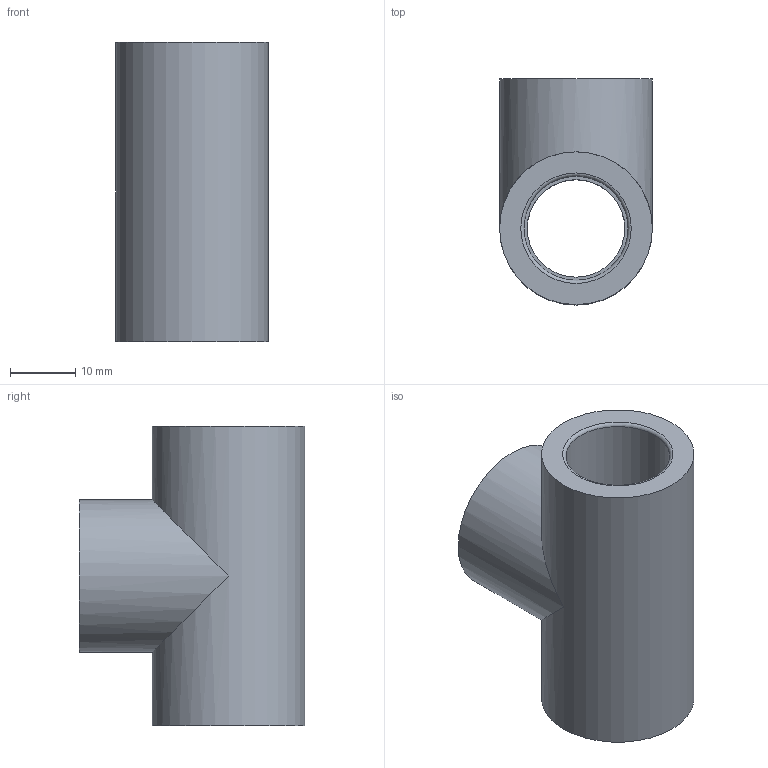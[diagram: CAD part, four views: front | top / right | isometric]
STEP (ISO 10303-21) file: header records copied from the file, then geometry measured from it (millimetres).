
FILE_DESCRIPTION(/* description */ (''),/* implementation_level */ '2;1');
FILE_NAME(/* name */ 'TE42016A.ipt.stp',/* time_stamp */ '2017-02-28T12:30:35+01:00',/* author */ ('Gabriele'),/* organization */ (''),/* preprocessor_version */ 'ST-DEVELOPER v16.5',/* originating_system */ 'Autodesk Inventor 2017',/* authorisation */ '');
FILE_SCHEMA (('AUTOMOTIVE_DESIGN { 1 0 10303 214 3 1 1 }'));
Length unit declared in the file: millimetre
Products named in the file (1): TE42016A
Bounding box: 23.5 x 34.75 x 46 mm (x, y, z)
Volume: 13614.7 mm3; surface area: 9217.9 mm2
Topology: 2 solids, 2 shells, 28 faces, 59 edges, 38 vertices
Faces by surface type: plane 10, cylinder 9, bspline 6, torus 3
Full cylindrical faces by diameter (mm): 15 x2, 16 x2, 16.66 x2, 23.5 x2
Entity records: 4523 total; most frequent: CARTESIAN_POINT 3969, DIRECTION 98, ORIENTED_EDGE 92, EDGE_LOOP 49, AXIS2_PLACEMENT_3D 48, EDGE_CURVE 46, VERTEX_POINT 37, FACE_OUTER_BOUND 28
